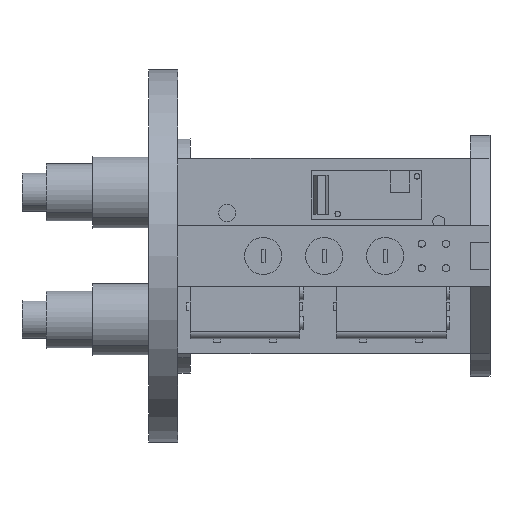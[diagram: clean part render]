
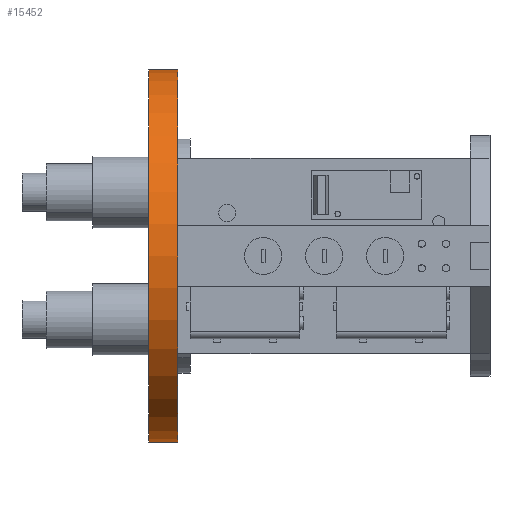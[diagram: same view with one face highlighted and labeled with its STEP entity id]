
A CAD part, front view. The second image highlights one B-rep face of the part: STEP entity #15452.
In plain terms, the highlighted cylindrical face has radius 76.29 mm (diameter 152.58 mm), a partial arc.
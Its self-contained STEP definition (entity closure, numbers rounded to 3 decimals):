
#468 = VECTOR ( 'NONE', #20948, 1000. ) ;
#1665 = CIRCLE ( 'NONE', #19242, 76.29 ) ;
#2054 = LINE ( 'NONE', #8997, #468 ) ;
#2628 = CARTESIAN_POINT ( 'NONE',  ( 0., 0., -76.29 ) ) ;
#3409 = CARTESIAN_POINT ( 'NONE',  ( 12., 0., 0. ) ) ;
#3537 = EDGE_CURVE ( 'NONE', #10408, #12072, #1665, .T. ) ;
#3655 = EDGE_CURVE ( 'NONE', #4125, #4298, #14301, .T. ) ;
#4105 = CARTESIAN_POINT ( 'NONE',  ( 12., 0., 76.29 ) ) ;
#4125 = VERTEX_POINT ( 'NONE', #4105 ) ;
#4298 = VERTEX_POINT ( 'NONE', #5982 ) ;
#4748 = AXIS2_PLACEMENT_3D ( 'NONE', #3409, #10461, #13498 ) ;
#4935 = DIRECTION ( 'NONE',  ( 1., 0., 0. ) ) ;
#5888 = DIRECTION ( 'NONE',  ( 0., 0., 1. ) ) ;
#5925 = EDGE_CURVE ( 'NONE', #4125, #10408, #2054, .T. ) ;
#5932 = CARTESIAN_POINT ( 'NONE',  ( 0., 0., 76.29 ) ) ;
#5982 = CARTESIAN_POINT ( 'NONE',  ( 12., 0., -76.29 ) ) ;
#6053 = ORIENTED_EDGE ( 'NONE', *, *, #3655, .F. ) ;
#6444 = DIRECTION ( 'NONE',  ( -1., 0., 0. ) ) ;
#7652 = CYLINDRICAL_SURFACE ( 'NONE', #19035, 76.29 ) ;
#8251 = DIRECTION ( 'NONE',  ( 0., 0., -1. ) ) ;
#8997 = CARTESIAN_POINT ( 'NONE',  ( 12., 0., 76.29 ) ) ;
#9562 = EDGE_LOOP ( 'NONE', ( #11848, #6053, #21286, #13593 ) ) ;
#10408 = VERTEX_POINT ( 'NONE', #5932 ) ;
#10461 = DIRECTION ( 'NONE',  ( 1., 0., 0. ) ) ;
#11771 = LINE ( 'NONE', #18224, #13076 ) ;
#11848 = ORIENTED_EDGE ( 'NONE', *, *, #18528, .F. ) ;
#12072 = VERTEX_POINT ( 'NONE', #2628 ) ;
#13076 = VECTOR ( 'NONE', #6444, 1000. ) ;
#13498 = DIRECTION ( 'NONE',  ( 0., 0., -1. ) ) ;
#13593 = ORIENTED_EDGE ( 'NONE', *, *, #3537, .T. ) ;
#14301 = CIRCLE ( 'NONE', #4748, 76.29 ) ;
#15452 = ADVANCED_FACE ( 'NONE', ( #15608 ), #7652, .T. ) ;
#15608 = FACE_OUTER_BOUND ( 'NONE', #9562, .T. ) ;
#16710 = CARTESIAN_POINT ( 'NONE',  ( 0., 0., 0. ) ) ;
#18224 = CARTESIAN_POINT ( 'NONE',  ( 12., 0., -76.29 ) ) ;
#18528 = EDGE_CURVE ( 'NONE', #4298, #12072, #11771, .T. ) ;
#19035 = AXIS2_PLACEMENT_3D ( 'NONE', #19262, #21019, #5888 ) ;
#19242 = AXIS2_PLACEMENT_3D ( 'NONE', #16710, #4935, #8251 ) ;
#19262 = CARTESIAN_POINT ( 'NONE',  ( 12., 0., 0. ) ) ;
#20948 = DIRECTION ( 'NONE',  ( -1., 0., 0. ) ) ;
#21019 = DIRECTION ( 'NONE',  ( -1., 0., 0. ) ) ;
#21286 = ORIENTED_EDGE ( 'NONE', *, *, #5925, .T. ) ;
